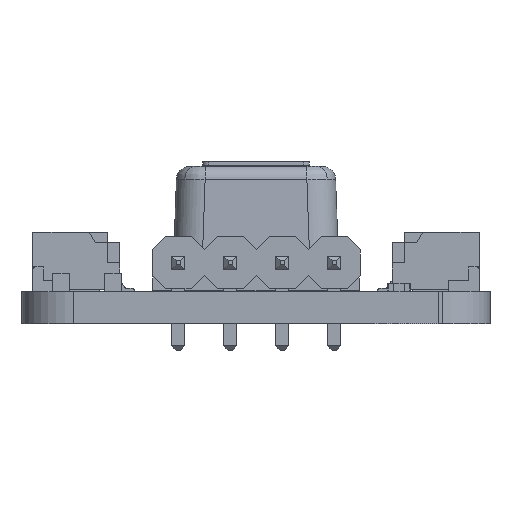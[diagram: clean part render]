
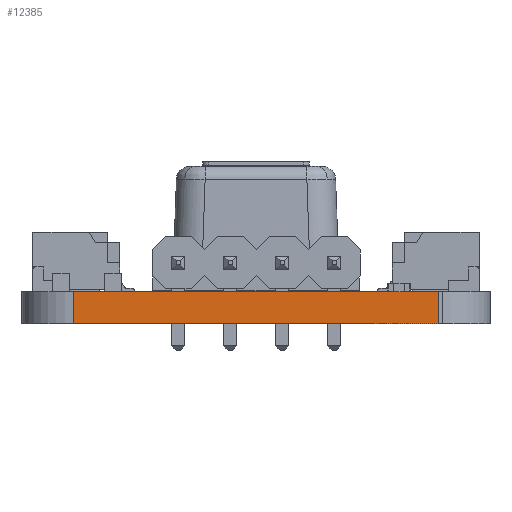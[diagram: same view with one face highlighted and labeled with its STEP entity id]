
A CAD part, front view. The second image highlights one B-rep face of the part: STEP entity #12385.
In plain terms, the highlighted planar face has unit normal (0, -1, 0).
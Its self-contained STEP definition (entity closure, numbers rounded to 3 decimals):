
#574=PLANE('',#13218);
#1124=FACE_OUTER_BOUND('',#1804,.T.);
#1804=EDGE_LOOP('',(#8812,#8813,#8814,#8815));
#2586=LINE('',#17686,#4078);
#2587=LINE('',#17689,#4079);
#2588=LINE('',#17691,#4080);
#2589=LINE('',#17692,#4081);
#4078=VECTOR('',#14298,10.);
#4079=VECTOR('',#14301,10.);
#4080=VECTOR('',#14302,10.);
#4081=VECTOR('',#14303,10.);
#5836=VERTEX_POINT('',#17682);
#5837=VERTEX_POINT('',#17684);
#5838=VERTEX_POINT('',#17688);
#5839=VERTEX_POINT('',#17690);
#7012=EDGE_CURVE('',#5836,#5837,#2586,.T.);
#7013=EDGE_CURVE('',#5838,#5836,#2587,.T.);
#7014=EDGE_CURVE('',#5839,#5837,#2588,.T.);
#7015=EDGE_CURVE('',#5838,#5839,#2589,.T.);
#8812=ORIENTED_EDGE('',*,*,#7013,.T.);
#8813=ORIENTED_EDGE('',*,*,#7012,.T.);
#8814=ORIENTED_EDGE('',*,*,#7014,.F.);
#8815=ORIENTED_EDGE('',*,*,#7015,.F.);
#12385=ADVANCED_FACE('',(#1124),#574,.T.);
#13218=AXIS2_PLACEMENT_3D('',#17687,#14299,#14300);
#14298=DIRECTION('',(0.,0.,1.));
#14299=DIRECTION('center_axis',(0.,-1.,0.));
#14300=DIRECTION('ref_axis',(1.,0.,0.));
#14301=DIRECTION('',(1.,0.,0.));
#14302=DIRECTION('',(1.,0.,0.));
#14303=DIRECTION('',(0.,0.,1.));
#17682=CARTESIAN_POINT('',(8.89,0.,0.));
#17684=CARTESIAN_POINT('',(8.89,0.,1.57));
#17686=CARTESIAN_POINT('',(8.89,0.,0.));
#17687=CARTESIAN_POINT('Origin',(-8.89,0.,
0.));
#17688=CARTESIAN_POINT('',(-8.89,0.,0.));
#17689=CARTESIAN_POINT('',(-8.89,0.,0.));
#17690=CARTESIAN_POINT('',(-8.89,0.,1.57));
#17691=CARTESIAN_POINT('',(-8.89,0.,1.57));
#17692=CARTESIAN_POINT('',(-8.89,0.,0.));
